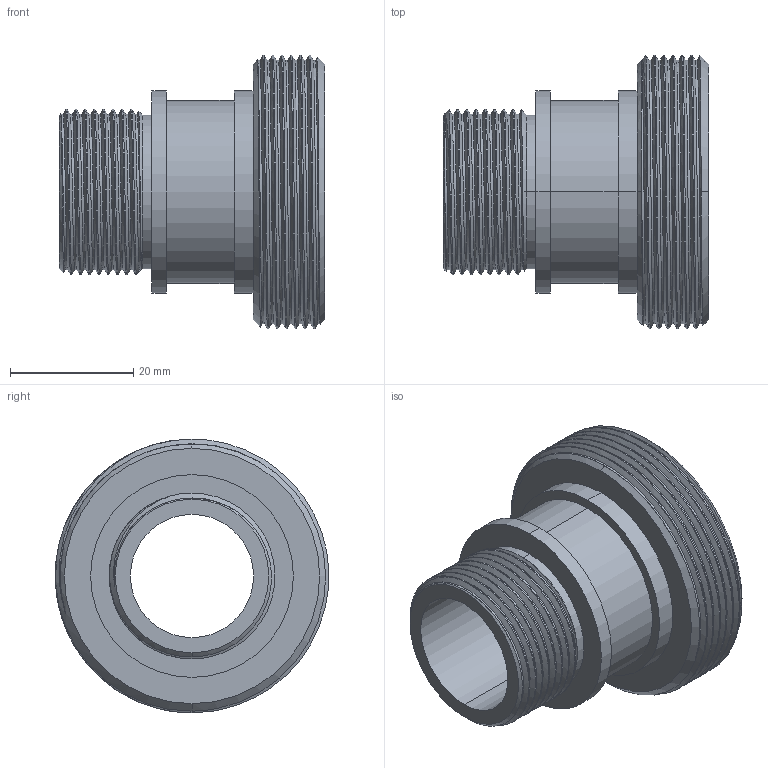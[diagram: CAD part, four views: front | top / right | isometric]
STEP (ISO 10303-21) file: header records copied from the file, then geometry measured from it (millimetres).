
FILE_DESCRIPTION (( 'STEP AP203' ), '1' );
FILE_NAME ('3D-M2035P_20 3-4_174221040.STEP', '2024-09-06T11:42:36', ( '' ), ( '' ), 'SwSTEP 2.0', 'SolidWorks 2024', '' );
FILE_SCHEMA (( 'CONFIG_CONTROL_DESIGN' ));
Length unit declared in the file: millimetre
Products named in the file (1): 3D-M2035P_20 3-4_174221040
Bounding box: 43 x 44.39 x 44.42 mm (x, y, z)
Volume: 20925.9 mm3; surface area: 11479.5 mm2
Topology: 1 solids, 1 shells, 69 faces, 176 edges, 115 vertices
Faces by surface type: cylinder 44, cone 10, plane 9, bspline 6
Entity records: 5398 total; most frequent: CARTESIAN_POINT 3853, ORIENTED_EDGE 352, DIRECTION 263, EDGE_CURVE 176, VERTEX_POINT 115, AXIS2_PLACEMENT_3D 104, EDGE_LOOP 77, FACE_OUTER_BOUND 69
